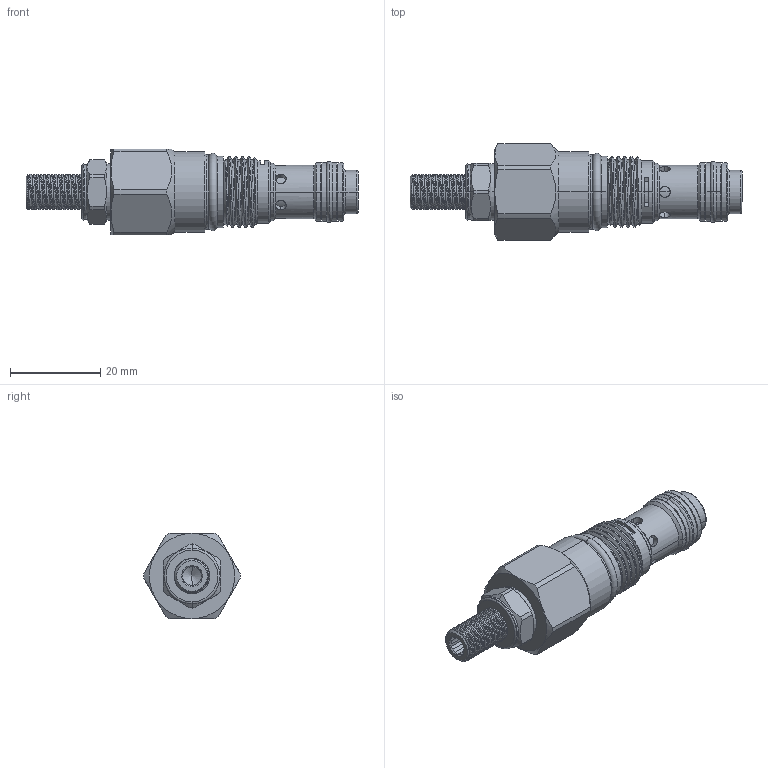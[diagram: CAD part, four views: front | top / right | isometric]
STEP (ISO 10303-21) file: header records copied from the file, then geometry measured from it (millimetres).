
FILE_DESCRIPTION (( 'STEP AP203' ), '1' );
FILE_NAME ('NC162A21-L.STEP', '2016-06-08T00:24:19', ( '' ), ( '' ), 'SwSTEP 2.0', 'SolidWorks 2012', '' );
FILE_SCHEMA (( 'CONFIG_CONTROL_DESIGN' ));
Length unit declared in the file: millimetre
Products named in the file (1): NC162A21-L
Bounding box: 73.66 x 21.4 x 19.05 mm (x, y, z)
Volume: 12092.4 mm3; surface area: 5086.8 mm2
Topology: 2 solids, 3 shells, 237 faces, 594 edges, 376 vertices
Faces by surface type: cylinder 127, plane 52, cone 37, torus 16, bspline 5
Entity records: 13838 total; most frequent: CARTESIAN_POINT 8370, ORIENTED_EDGE 1184, DIRECTION 1094, EDGE_CURVE 592, AXIS2_PLACEMENT_3D 447, VERTEX_POINT 376, EDGE_LOOP 256, FACE_OUTER_BOUND 237
